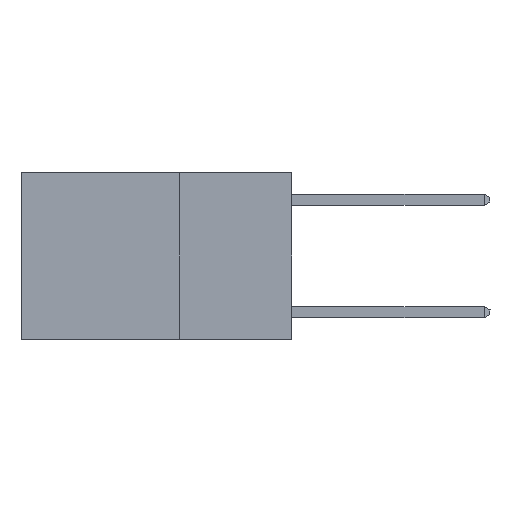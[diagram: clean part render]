
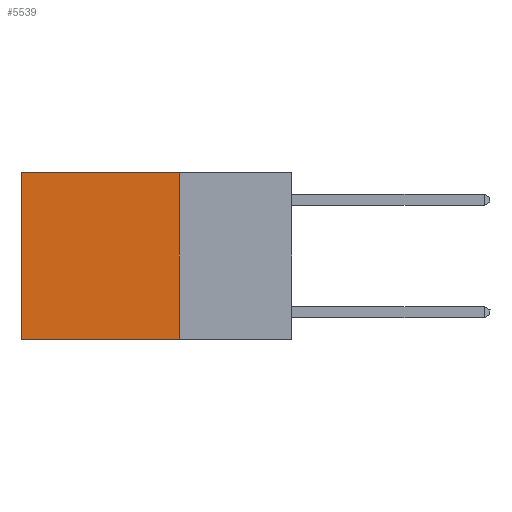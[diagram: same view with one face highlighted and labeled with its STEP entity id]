
A CAD part, left-side view. The second image highlights one B-rep face of the part: STEP entity #5539.
In plain terms, the highlighted planar face has unit normal (-1, 0, 0).
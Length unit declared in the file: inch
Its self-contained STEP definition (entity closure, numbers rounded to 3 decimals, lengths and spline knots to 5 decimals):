
#523 = EDGE_CURVE ( 'NONE', #21398, #19656, #26468, .T. ) ;
#702 = CARTESIAN_POINT ( 'NONE',  ( 0.2625, 0.6, -0.37 ) ) ;
#2217 = EDGE_CURVE ( 'NONE', #19656, #9201, #3641, .T. ) ;
#3641 = LINE ( 'NONE', #22477, #14651 ) ;
#3878 = ORIENTED_EDGE ( 'NONE', *, *, #2217, .T. ) ;
#4040 = DIRECTION ( 'NONE',  ( 0., 0., -1. ) ) ;
#4235 = VECTOR ( 'NONE', #5695, 39.37008 ) ;
#4675 = DIRECTION ( 'NONE',  ( 0., 0., -1. ) ) ;
#4882 = LINE ( 'NONE', #26086, #4235 ) ;
#5113 = DIRECTION ( 'NONE',  ( 0., 1., 0. ) ) ;
#5539 = ADVANCED_FACE ( 'NONE', ( #21090 ), #6659, .F. ) ;
#5695 = DIRECTION ( 'NONE',  ( 0., 1., 0. ) ) ;
#5700 = VECTOR ( 'NONE', #4040, 39.37008 ) ;
#6355 = LINE ( 'NONE', #12234, #5700 ) ;
#6659 = PLANE ( 'NONE',  #9733 ) ;
#7389 = EDGE_CURVE ( 'NONE', #12945, #9201, #4882, .T. ) ;
#8952 = ORIENTED_EDGE ( 'NONE', *, *, #20519, .F. ) ;
#9201 = VERTEX_POINT ( 'NONE', #702 ) ;
#9246 = CARTESIAN_POINT ( 'NONE',  ( 0.2625, 0.25, 0. ) ) ;
#9733 = AXIS2_PLACEMENT_3D ( 'NONE', #19020, #17033, #4675 ) ;
#10164 = DIRECTION ( 'NONE',  ( 0., 0., -1. ) ) ;
#12234 = CARTESIAN_POINT ( 'NONE',  ( 0.2625, 0.25, 0. ) ) ;
#12945 = VERTEX_POINT ( 'NONE', #18290 ) ;
#13537 = EDGE_LOOP ( 'NONE', ( #3878, #25973, #8952, #18776 ) ) ;
#14651 = VECTOR ( 'NONE', #10164, 39.37008 ) ;
#17033 = DIRECTION ( 'NONE',  ( 1., 0., 0. ) ) ;
#18290 = CARTESIAN_POINT ( 'NONE',  ( 0.2625, 0.25, -0.37 ) ) ;
#18776 = ORIENTED_EDGE ( 'NONE', *, *, #523, .T. ) ;
#19020 = CARTESIAN_POINT ( 'NONE',  ( 0.2625, 0.25, 0. ) ) ;
#19656 = VERTEX_POINT ( 'NONE', #19903 ) ;
#19903 = CARTESIAN_POINT ( 'NONE',  ( 0.2625, 0.6, 0. ) ) ;
#20519 = EDGE_CURVE ( 'NONE', #21398, #12945, #6355, .T. ) ;
#21090 = FACE_OUTER_BOUND ( 'NONE', #13537, .T. ) ;
#21177 = VECTOR ( 'NONE', #5113, 39.37008 ) ;
#21398 = VERTEX_POINT ( 'NONE', #22990 ) ;
#22477 = CARTESIAN_POINT ( 'NONE',  ( 0.2625, 0.6, 0. ) ) ;
#22990 = CARTESIAN_POINT ( 'NONE',  ( 0.2625, 0.25, 0. ) ) ;
#25973 = ORIENTED_EDGE ( 'NONE', *, *, #7389, .F. ) ;
#26086 = CARTESIAN_POINT ( 'NONE',  ( 0.2625, 0.25, -0.37 ) ) ;
#26468 = LINE ( 'NONE', #9246, #21177 ) ;
